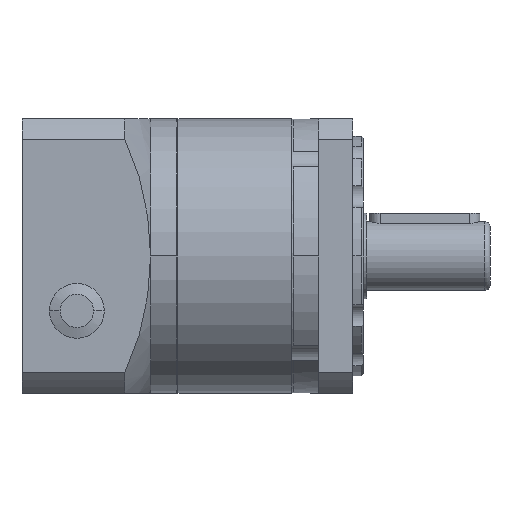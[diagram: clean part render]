
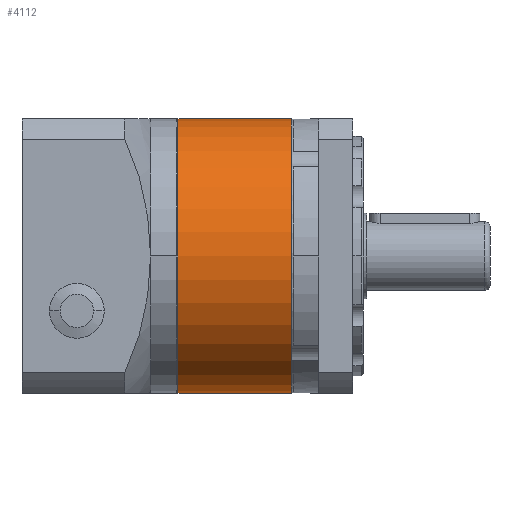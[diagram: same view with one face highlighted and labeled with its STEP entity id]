
A CAD part, front view. The second image highlights one B-rep face of the part: STEP entity #4112.
In plain terms, the highlighted cylindrical face has radius 40 mm (diameter 80 mm), a partial arc.
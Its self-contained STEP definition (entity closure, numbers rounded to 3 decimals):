
#66 = EDGE_CURVE ( 'NONE', #16404, #8790, #13159, .T. ) ;
#166 = VECTOR ( 'NONE', #4789, 1000. ) ;
#668 = DIRECTION ( 'NONE',  ( -1., 0., 0. ) ) ;
#700 = EDGE_CURVE ( 'NONE', #11221, #16404, #4868, .T. ) ;
#1019 = LINE ( 'NONE', #13110, #166 ) ;
#1239 = FACE_OUTER_BOUND ( 'NONE', #11815, .T. ) ;
#1672 = CYLINDRICAL_SURFACE ( 'NONE', #9092, 40. ) ;
#2140 = ORIENTED_EDGE ( 'NONE', *, *, #12343, .T. ) ;
#2308 = VECTOR ( 'NONE', #668, 1000. ) ;
#3766 = DIRECTION ( 'NONE',  ( -1., 0., 0. ) ) ;
#4112 = ADVANCED_FACE ( 'NONE', ( #1239 ), #1672, .T. ) ;
#4601 = CARTESIAN_POINT ( 'NONE',  ( 0., 0., 0. ) ) ;
#4658 = DIRECTION ( 'NONE',  ( 0., 0., -1. ) ) ;
#4789 = DIRECTION ( 'NONE',  ( -1., 0., 0. ) ) ;
#4868 = CIRCLE ( 'NONE', #16497, 40. ) ;
#6154 = CARTESIAN_POINT ( 'NONE',  ( 0., 0., -40. ) ) ;
#6190 = DIRECTION ( 'NONE',  ( 1., 0., 0. ) ) ;
#7034 = VERTEX_POINT ( 'NONE', #14275 ) ;
#8790 = VERTEX_POINT ( 'NONE', #14779 ) ;
#8809 = DIRECTION ( 'NONE',  ( 0., 0., -1. ) ) ;
#8842 = ORIENTED_EDGE ( 'NONE', *, *, #66, .F. ) ;
#9092 = AXIS2_PLACEMENT_3D ( 'NONE', #12098, #3766, #10698 ) ;
#10392 = DIRECTION ( 'NONE',  ( 1., 0., 0. ) ) ;
#10698 = DIRECTION ( 'NONE',  ( 0., 0., 1. ) ) ;
#11221 = VERTEX_POINT ( 'NONE', #11498 ) ;
#11498 = CARTESIAN_POINT ( 'NONE',  ( 0., 0., 40. ) ) ;
#11565 = CARTESIAN_POINT ( 'NONE',  ( -33., 0., 0. ) ) ;
#11815 = EDGE_LOOP ( 'NONE', ( #8842, #14265, #15338, #2140 ) ) ;
#12098 = CARTESIAN_POINT ( 'NONE',  ( 0., 0., 0. ) ) ;
#12343 = EDGE_CURVE ( 'NONE', #7034, #8790, #15878, .T. ) ;
#13110 = CARTESIAN_POINT ( 'NONE',  ( 0., 0., 40. ) ) ;
#13159 = LINE ( 'NONE', #6154, #2308 ) ;
#14109 = CARTESIAN_POINT ( 'NONE',  ( 0., 0., -40. ) ) ;
#14265 = ORIENTED_EDGE ( 'NONE', *, *, #700, .F. ) ;
#14275 = CARTESIAN_POINT ( 'NONE',  ( -33., 0., 40. ) ) ;
#14779 = CARTESIAN_POINT ( 'NONE',  ( -33., 0., -40. ) ) ;
#15338 = ORIENTED_EDGE ( 'NONE', *, *, #16557, .T. ) ;
#15633 = AXIS2_PLACEMENT_3D ( 'NONE', #11565, #10392, #4658 ) ;
#15878 = CIRCLE ( 'NONE', #15633, 40. ) ;
#16404 = VERTEX_POINT ( 'NONE', #14109 ) ;
#16497 = AXIS2_PLACEMENT_3D ( 'NONE', #4601, #6190, #8809 ) ;
#16557 = EDGE_CURVE ( 'NONE', #11221, #7034, #1019, .T. ) ;
